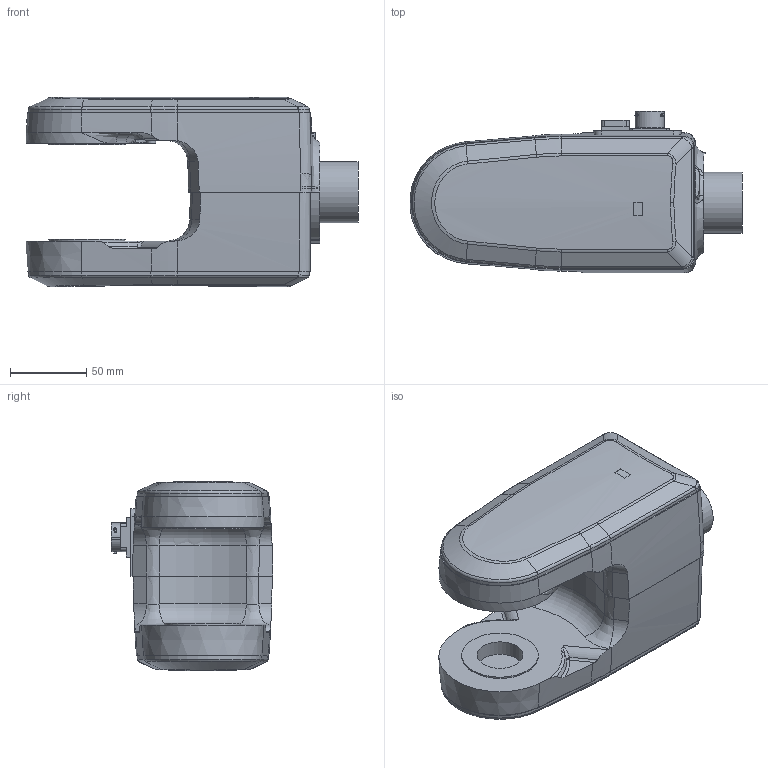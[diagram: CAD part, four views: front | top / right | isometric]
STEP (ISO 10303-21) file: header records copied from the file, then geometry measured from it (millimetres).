
FILE_DESCRIPTION(/* description */ (''),/* implementation_level */ '2;1');
FILE_NAME(/* name */ '4rth_axis.step',/* time_stamp */ '2024-01-03T15:54:12+05:30',/* author */ (''),/* organization */ (''),/* preprocessor_version */ 'ST-DEVELOPER v20',/* originating_system */ 'Autodesk Translation Framework v12.14.0.127',/* authorisation */ '');
FILE_SCHEMA (('AUTOMOTIVE_DESIGN { 1 0 10303 214 3 1 1 }'));
Length unit declared in the file: millimetre
Products named in the file (1): 4rth_axis
Bounding box: 217.33 x 105.91 x 124.16 mm (x, y, z)
Volume: 1338387 mm3; surface area: 101789.3 mm2
Topology: 1 solids, 1 shells, 511 faces, 1279 edges, 814 vertices
Faces by surface type: plane 223, cylinder 132, bspline 105, cone 35, torus 14, sphere 2
Full cylindrical faces by diameter (mm): 0.1 x1, 2 x10, 2.2 x10, 3 x2, 3.1 x4, 5.5 x2, 13.4 x1, 13.5 x1, 19 x1, 30 x2, 40 x1, 50 x2
Entity records: 23354 total; most frequent: CARTESIAN_POINT 11556, ORIENTED_EDGE 2546, DIRECTION 2325, EDGE_CURVE 1273, AXIS2_PLACEMENT_3D 867, VERTEX_POINT 814, LINE 591, VECTOR 591
